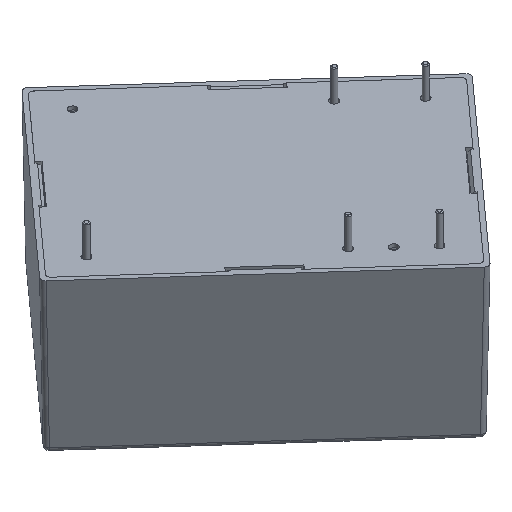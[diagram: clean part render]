
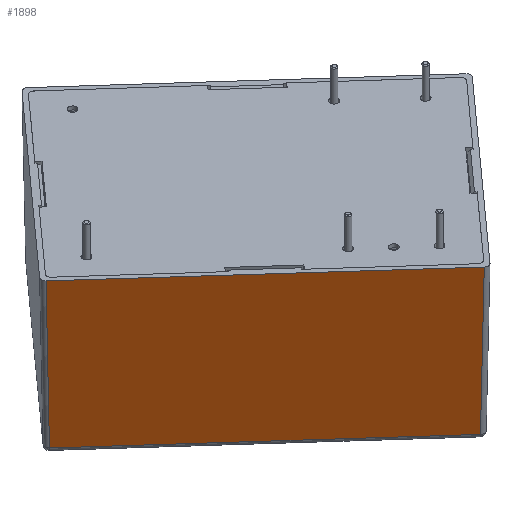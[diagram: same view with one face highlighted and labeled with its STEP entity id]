
A CAD part, isometric view. The second image highlights one B-rep face of the part: STEP entity #1898.
In plain terms, the highlighted face is planar.
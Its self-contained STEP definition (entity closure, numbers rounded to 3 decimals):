
#240=FACE_OUTER_BOUND($,#348,.T.);
#348=EDGE_LOOP($,(#1429,#1430,#1431,#1432));
#536=LINE($,#2921,#724);
#537=LINE($,#2933,#725);
#539=LINE($,#2936,#727);
#551=LINE($,#2974,#739);
#724=VECTOR($,#2317,17.014);
#725=VECTOR($,#2330,17.014);
#727=VECTOR($,#2334,35.406);
#739=VECTOR($,#2378,36.);
#901=VERTEX_POINT($,#2910);
#904=VERTEX_POINT($,#2917);
#908=VERTEX_POINT($,#2926);
#910=VERTEX_POINT($,#2931);
#1103=EDGE_CURVE($,#901,#904,#536,.T.);
#1108=EDGE_CURVE($,#910,#908,#537,.T.);
#1110=EDGE_CURVE($,#908,#901,#539,.T.);
#1130=EDGE_CURVE($,#910,#904,#551,.T.);
#1429=ORIENTED_EDGE($,*,*,#1103,.F.);
#1430=ORIENTED_EDGE($,*,*,#1110,.F.);
#1431=ORIENTED_EDGE($,*,*,#1108,.F.);
#1432=ORIENTED_EDGE($,*,*,#1130,.T.);
#1815=PLANE($,#2041);
#1898=ADVANCED_FACE($,(#240),#1815,.T.);
#2041=AXIS2_PLACEMENT_3D($,#2973,#2376,#2377);
#2317=DIRECTION($,(-0.017,0.017,-1.));
#2330=DIRECTION($,(-0.017,-0.017,1.));
#2334=DIRECTION($,(-1.,0.,0.));
#2376=DIRECTION('center_axis',(0.,1.,
0.017));
#2377=DIRECTION('ref_axis',(-1.,0.,0.));
#2378=DIRECTION($,(-1.,0.,0.));
#2910=CARTESIAN_POINT('',(0.797,27.203,17.009));
#2917=CARTESIAN_POINT('',(0.5,27.5,0.));
#2921=CARTESIAN_POINT($,(0.504,27.496,0.231));
#2926=CARTESIAN_POINT('',(36.203,27.203,17.009));
#2931=CARTESIAN_POINT('',(36.5,27.5,0.));
#2933=CARTESIAN_POINT($,(36.495,27.495,0.314));
#2936=CARTESIAN_POINT($,(9.25,27.203,17.009));
#2973=CARTESIAN_POINT('Origin',(0.,27.5,0.));
#2974=CARTESIAN_POINT($,(37.,27.5,0.));
